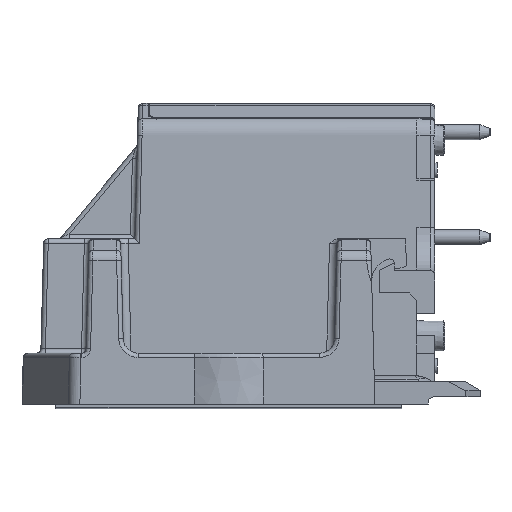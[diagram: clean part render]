
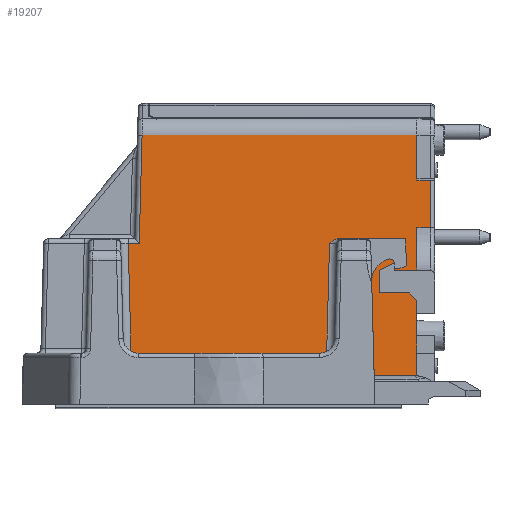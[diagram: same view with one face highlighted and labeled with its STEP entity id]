
A CAD part, left-side view. The second image highlights one B-rep face of the part: STEP entity #19207.
In plain terms, the highlighted planar face has unit normal (-1, 0, 0.026).
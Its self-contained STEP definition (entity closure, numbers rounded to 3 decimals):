
#243=B_SPLINE_CURVE_WITH_KNOTS('',3,(#28148,#28149,#28150,#28151,#28152,
#28153,#28154),.UNSPECIFIED.,.F.,.F.,(4,1,1,1,4),(0.,0.25,0.5,0.75,1.),
 .UNSPECIFIED.);
#301=ELLIPSE('',#19737,2.001,2.);
#316=ELLIPSE('',#19780,0.3,0.3);
#603=LINE('',#25557,#1711);
#624=LINE('',#25614,#1732);
#651=LINE('',#25748,#1759);
#838=LINE('',#27866,#1946);
#840=LINE('',#27874,#1948);
#947=LINE('',#28478,#2055);
#959=LINE('',#28528,#2067);
#964=LINE('',#28546,#2072);
#1142=LINE('',#29010,#2250);
#1151=LINE('',#29030,#2259);
#1170=LINE('',#29087,#2278);
#1171=LINE('',#29088,#2279);
#1172=LINE('',#29090,#2280);
#1173=LINE('',#29092,#2281);
#1174=LINE('',#29094,#2282);
#1175=LINE('',#29096,#2283);
#1176=LINE('',#29097,#2284);
#1711=VECTOR('',#21328,1000.);
#1732=VECTOR('',#21361,1000.);
#1759=VECTOR('',#21434,1000.);
#1946=VECTOR('',#22183,1000.);
#1948=VECTOR('',#22191,1000.);
#2055=VECTOR('',#22580,1000.);
#2067=VECTOR('',#22606,1000.);
#2072=VECTOR('',#22625,1000.);
#2250=VECTOR('',#23131,1000.);
#2259=VECTOR('',#23162,1000.);
#2278=VECTOR('',#23233,1000.);
#2279=VECTOR('',#23234,1000.);
#2280=VECTOR('',#23235,1000.);
#2281=VECTOR('',#23236,1000.);
#2282=VECTOR('',#23237,1000.);
#2283=VECTOR('',#23238,1000.);
#2284=VECTOR('',#23239,1000.);
#2833=PLANE('',#20382);
#5204=ORIENTED_EDGE('',*,*,#7938,.T.);
#5205=ORIENTED_EDGE('',*,*,#7730,.F.);
#5206=ORIENTED_EDGE('',*,*,#7734,.F.);
#5207=ORIENTED_EDGE('',*,*,#7965,.F.);
#5208=ORIENTED_EDGE('',*,*,#8205,.T.);
#5209=ORIENTED_EDGE('',*,*,#7956,.T.);
#5210=ORIENTED_EDGE('',*,*,#7784,.F.);
#5211=ORIENTED_EDGE('',*,*,#8196,.F.);
#5212=ORIENTED_EDGE('',*,*,#7362,.F.);
#5213=ORIENTED_EDGE('',*,*,#7237,.T.);
#5214=ORIENTED_EDGE('',*,*,#7283,.T.);
#5215=ORIENTED_EDGE('',*,*,#7274,.F.);
#5216=ORIENTED_EDGE('',*,*,#8236,.F.);
#5217=ORIENTED_EDGE('',*,*,#8237,.T.);
#5218=ORIENTED_EDGE('',*,*,#8238,.T.);
#5219=ORIENTED_EDGE('',*,*,#8239,.T.);
#5220=ORIENTED_EDGE('',*,*,#8240,.T.);
#5221=ORIENTED_EDGE('',*,*,#8241,.T.);
#5222=ORIENTED_EDGE('',*,*,#7211,.T.);
#5223=ORIENTED_EDGE('',*,*,#8242,.F.);
#7211=EDGE_CURVE('',#9103,#9104,#603,.T.);
#7237=EDGE_CURVE('',#9131,#9130,#624,.T.);
#7274=EDGE_CURVE('',#9158,#9159,#301,.T.);
#7283=EDGE_CURVE('',#9130,#9159,#651,.T.);
#7362=EDGE_CURVE('',#9131,#9219,#316,.T.);
#7730=EDGE_CURVE('',#9453,#9452,#838,.T.);
#7734=EDGE_CURVE('',#9457,#9453,#840,.T.);
#7784=EDGE_CURVE('',#9490,#9491,#243,.F.);
#7938=EDGE_CURVE('',#9593,#9452,#947,.T.);
#7956=EDGE_CURVE('',#9606,#9491,#959,.T.);
#7965=EDGE_CURVE('',#9609,#9457,#964,.T.);
#8196=EDGE_CURVE('',#9219,#9490,#1142,.T.);
#8205=EDGE_CURVE('',#9609,#9606,#1151,.T.);
#8236=EDGE_CURVE('',#9734,#9158,#1170,.T.);
#8237=EDGE_CURVE('',#9734,#9746,#1171,.T.);
#8238=EDGE_CURVE('',#9746,#9747,#1172,.T.);
#8239=EDGE_CURVE('',#9747,#9748,#1173,.T.);
#8240=EDGE_CURVE('',#9748,#9749,#1174,.T.);
#8241=EDGE_CURVE('',#9749,#9103,#1175,.T.);
#8242=EDGE_CURVE('',#9593,#9104,#1176,.T.);
#9103=VERTEX_POINT('',#25554);
#9104=VERTEX_POINT('',#25556);
#9130=VERTEX_POINT('',#25613);
#9131=VERTEX_POINT('',#25615);
#9158=VERTEX_POINT('',#25716);
#9159=VERTEX_POINT('',#25718);
#9219=VERTEX_POINT('',#26079);
#9452=VERTEX_POINT('',#27853);
#9453=VERTEX_POINT('',#27864);
#9457=VERTEX_POINT('',#27873);
#9490=VERTEX_POINT('',#28155);
#9491=VERTEX_POINT('',#28156);
#9593=VERTEX_POINT('',#28479);
#9606=VERTEX_POINT('',#28529);
#9609=VERTEX_POINT('',#28539);
#9734=VERTEX_POINT('',#29033);
#9746=VERTEX_POINT('',#29089);
#9747=VERTEX_POINT('',#29091);
#9748=VERTEX_POINT('',#29093);
#9749=VERTEX_POINT('',#29095);
#11110=EDGE_LOOP('',(#5204,#5205,#5206,#5207,#5208,#5209,#5210,#5211,#5212,
#5213,#5214,#5215,#5216,#5217,#5218,#5219,#5220,#5221,#5222,#5223));
#12134=FACE_BOUND('',#11110,.T.);
#19207=ADVANCED_FACE('',(#12134),#2833,.T.);
#19737=AXIS2_PLACEMENT_3D('',#25717,#21417,#21418);
#19780=AXIS2_PLACEMENT_3D('',#26078,#21549,#21550);
#20382=AXIS2_PLACEMENT_3D('',#29086,#23231,#23232);
#21328=DIRECTION('',(0.026,0.,1.));
#21361=DIRECTION('',(-0.026,-0.026,-0.999));
#21417=DIRECTION('',(-1.,0.,0.026));
#21418=DIRECTION('',(-0.026,0.,-1.));
#21434=DIRECTION('',(0.,-1.,0.));
#21549=DIRECTION('',(-1.,0.,0.026));
#21550=DIRECTION('',(0.026,0.,1.));
#22183=DIRECTION('',(0.026,-0.026,0.999));
#22191=DIRECTION('',(0.,-1.,0.));
#22580=DIRECTION('',(0.,1.,0.));
#22606=DIRECTION('',(0.026,-0.026,0.999));
#22625=DIRECTION('',(0.026,0.026,0.999));
#23131=DIRECTION('',(0.,1.,0.));
#23162=DIRECTION('',(0.,-1.,0.));
#23231=DIRECTION('',(-1.,0.,0.026));
#23232=DIRECTION('',(0.026,0.,1.));
#23233=DIRECTION('',(-0.026,0.,-1.));
#23234=DIRECTION('',(0.026,0.,1.));
#23235=DIRECTION('',(0.026,0.,1.));
#23236=DIRECTION('',(0.,-1.,0.));
#23237=DIRECTION('',(0.026,0.,1.));
#23238=DIRECTION('',(0.,1.,0.));
#23239=DIRECTION('',(-0.026,0.,-1.));
#25554=CARTESIAN_POINT('',(-30.199,-12.5,14.907));
#25556=CARTESIAN_POINT('',(-30.196,-12.5,15.01));
#25557=CARTESIAN_POINT('',(-30.301,-12.5,10.995));
#25613=CARTESIAN_POINT('',(-30.539,-9.66,1.9));
#25614=CARTESIAN_POINT('',(-30.385,-9.506,7.775));
#25615=CARTESIAN_POINT('',(-30.309,-9.429,10.708));
#25716=CARTESIAN_POINT('',(-30.539,-12.5,1.892));
#25717=CARTESIAN_POINT('',(-30.592,-12.323,-0.1));
#25718=CARTESIAN_POINT('',(-30.539,-12.323,1.9));
#25748=CARTESIAN_POINT('',(-30.539,0.,1.9));
#26078=CARTESIAN_POINT('',(-30.309,-9.129,10.7));
#26079=CARTESIAN_POINT('',(-30.301,-9.129,11.));
#27853=CARTESIAN_POINT('',(-30.12,5.769,17.898));
#27864=CARTESIAN_POINT('',(-30.309,5.958,10.708));
#27866=CARTESIAN_POINT('',(-30.496,6.145,3.561));
#27873=CARTESIAN_POINT('',(-30.309,6.692,10.708));
#27874=CARTESIAN_POINT('',(-30.309,6.699,10.708));
#28148=CARTESIAN_POINT('',(-30.309,-6.692,10.708));
#28149=CARTESIAN_POINT('',(-30.307,-6.752,10.755));
#28150=CARTESIAN_POINT('',(-30.305,-6.867,10.837));
#28151=CARTESIAN_POINT('',(-30.303,-6.966,10.904));
#28152=CARTESIAN_POINT('',(-30.301,-7.154,10.987));
#28153=CARTESIAN_POINT('',(-30.301,-7.257,11.));
#28154=CARTESIAN_POINT('',(-30.301,-7.31,11.));
#28155=CARTESIAN_POINT('',(-30.301,-7.31,11.));
#28156=CARTESIAN_POINT('',(-30.309,-6.692,10.708));
#28478=CARTESIAN_POINT('',(-30.12,0.,17.898));
#28479=CARTESIAN_POINT('',(-30.12,-12.5,17.898));
#28528=CARTESIAN_POINT('',(-30.301,-6.7,11.013));
#28529=CARTESIAN_POINT('',(-30.5,-6.5,3.4));
#28539=CARTESIAN_POINT('',(-30.5,6.5,3.4));
#28546=CARTESIAN_POINT('',(-30.5,6.501,3.413));
#29010=CARTESIAN_POINT('',(-30.301,0.,11.));
#29030=CARTESIAN_POINT('',(-30.5,0.,3.4));
#29033=CARTESIAN_POINT('',(-30.5,-12.5,3.4));
#29086=CARTESIAN_POINT('',(-30.5,0.,3.4));
#29087=CARTESIAN_POINT('',(-30.327,-12.5,9.998));
#29088=CARTESIAN_POINT('',(-30.301,-12.5,10.995));
#29089=CARTESIAN_POINT('',(-30.431,-12.5,6.039));
#29090=CARTESIAN_POINT('',(-30.301,-12.5,10.995));
#29091=CARTESIAN_POINT('',(-30.281,-12.5,11.747));
#29092=CARTESIAN_POINT('',(-30.281,62.047,11.747));
#29093=CARTESIAN_POINT('',(-30.281,-13.4,11.747));
#29094=CARTESIAN_POINT('',(-30.199,-13.4,14.907));
#29095=CARTESIAN_POINT('',(-30.199,-13.4,14.907));
#29096=CARTESIAN_POINT('',(-30.199,142.569,14.907));
#29097=CARTESIAN_POINT('',(-30.327,-12.5,9.998));
